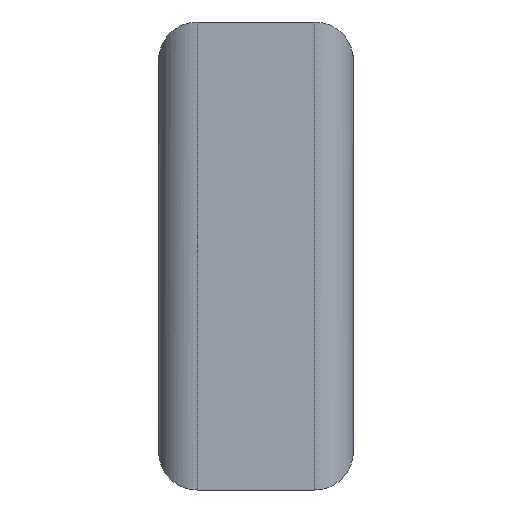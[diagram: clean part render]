
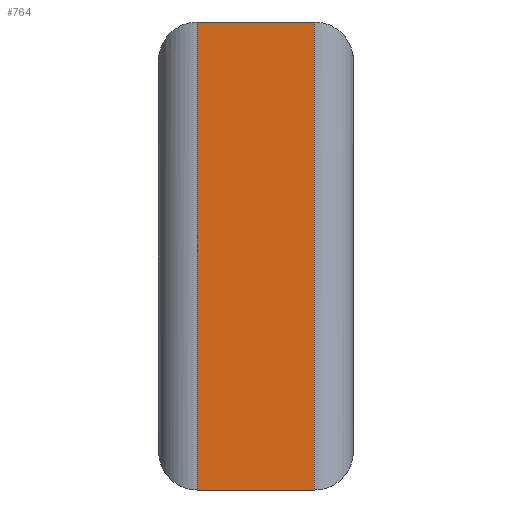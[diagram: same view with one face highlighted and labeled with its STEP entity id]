
A CAD part, left-side view. The second image highlights one B-rep face of the part: STEP entity #764.
In plain terms, the highlighted planar face has unit normal (-1, 0, 0).
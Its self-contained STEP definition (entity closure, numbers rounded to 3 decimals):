
#26 = CARTESIAN_POINT ( 'NONE',  ( -30., -1.5, 6. ) ) ;
#46 = VECTOR ( 'NONE', #584, 1000. ) ;
#129 = ORIENTED_EDGE ( 'NONE', *, *, #636, .T. ) ;
#136 = VERTEX_POINT ( 'NONE', #931 ) ;
#151 = EDGE_CURVE ( 'NONE', #136, #591, #1385, .T. ) ;
#203 = ORIENTED_EDGE ( 'NONE', *, *, #151, .T. ) ;
#213 = VERTEX_POINT ( 'NONE', #730 ) ;
#222 = VECTOR ( 'NONE', #332, 1000. ) ;
#268 = DIRECTION ( 'NONE',  ( 0., -1., 0. ) ) ;
#332 = DIRECTION ( 'NONE',  ( 0., -1., 0. ) ) ;
#333 = DIRECTION ( 'NONE',  ( 1., 0., 0. ) ) ;
#394 = VECTOR ( 'NONE', #268, 1000. ) ;
#457 = DIRECTION ( 'NONE',  ( 0., 0., -1. ) ) ;
#502 = VERTEX_POINT ( 'NONE', #1245 ) ;
#584 = DIRECTION ( 'NONE',  ( 0., 0., 1. ) ) ;
#591 = VERTEX_POINT ( 'NONE', #1061 ) ;
#636 = EDGE_CURVE ( 'NONE', #591, #213, #1068, .T. ) ;
#672 = EDGE_LOOP ( 'NONE', ( #129, #729, #1193, #203 ) ) ;
#682 = CARTESIAN_POINT ( 'NONE',  ( -30., 2.5, 6. ) ) ;
#729 = ORIENTED_EDGE ( 'NONE', *, *, #1204, .T. ) ;
#730 = CARTESIAN_POINT ( 'NONE',  ( -30., -1.5, -6. ) ) ;
#764 = ADVANCED_FACE ( 'NONE', ( #1019 ), #1346, .F. ) ;
#774 = CARTESIAN_POINT ( 'NONE',  ( -30., 1.5, 6. ) ) ;
#926 = CARTESIAN_POINT ( 'NONE',  ( -30., 2.5, 6. ) ) ;
#931 = CARTESIAN_POINT ( 'NONE',  ( -30., 1.5, 6. ) ) ;
#1019 = FACE_OUTER_BOUND ( 'NONE', #672, .T. ) ;
#1061 = CARTESIAN_POINT ( 'NONE',  ( -30., 1.5, -6. ) ) ;
#1068 = LINE ( 'NONE', #1286, #394 ) ;
#1119 = AXIS2_PLACEMENT_3D ( 'NONE', #682, #333, #457 ) ;
#1126 = EDGE_CURVE ( 'NONE', #136, #502, #1134, .T. ) ;
#1134 = LINE ( 'NONE', #926, #222 ) ;
#1193 = ORIENTED_EDGE ( 'NONE', *, *, #1126, .F. ) ;
#1204 = EDGE_CURVE ( 'NONE', #213, #502, #1469, .T. ) ;
#1228 = DIRECTION ( 'NONE',  ( 0., 0., -1. ) ) ;
#1245 = CARTESIAN_POINT ( 'NONE',  ( -30., -1.5, 6. ) ) ;
#1286 = CARTESIAN_POINT ( 'NONE',  ( -30., 2.5, -6. ) ) ;
#1292 = VECTOR ( 'NONE', #1228, 1000. ) ;
#1346 = PLANE ( 'NONE',  #1119 ) ;
#1385 = LINE ( 'NONE', #774, #1292 ) ;
#1469 = LINE ( 'NONE', #26, #46 ) ;
